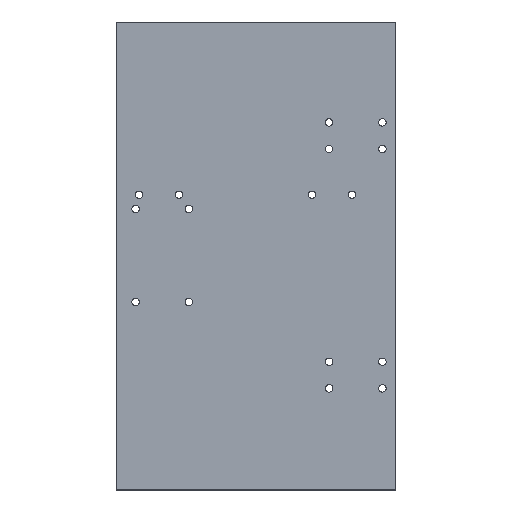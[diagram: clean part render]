
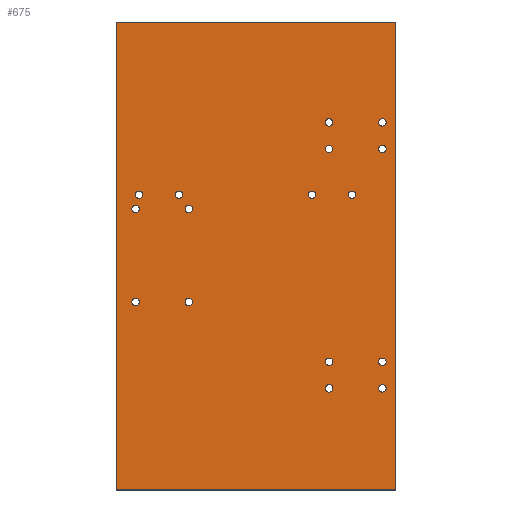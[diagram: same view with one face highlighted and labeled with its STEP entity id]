
A CAD part, top view. The second image highlights one B-rep face of the part: STEP entity #675.
In plain terms, the highlighted planar face has unit normal (0, 0, 1).
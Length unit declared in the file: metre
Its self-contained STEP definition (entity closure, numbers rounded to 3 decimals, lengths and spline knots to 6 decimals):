
#24=LINE('',#1152,#36);
#25=LINE('',#1155,#37);
#26=LINE('',#1157,#38);
#27=LINE('',#1159,#39);
#36=VECTOR('',#957,1.);
#37=VECTOR('',#958,1.);
#38=VECTOR('',#959,1.);
#39=VECTOR('',#960,1.);
#45=PLANE('',#774);
#136=ORIENTED_EDGE('',*,*,#225,.T.);
#137=ORIENTED_EDGE('',*,*,#204,.T.);
#138=ORIENTED_EDGE('',*,*,#228,.T.);
#139=ORIENTED_EDGE('',*,*,#237,.T.);
#140=ORIENTED_EDGE('',*,*,#213,.T.);
#141=ORIENTED_EDGE('',*,*,#216,.T.);
#142=ORIENTED_EDGE('',*,*,#222,.T.);
#143=ORIENTED_EDGE('',*,*,#207,.T.);
#144=ORIENTED_EDGE('',*,*,#231,.T.);
#145=ORIENTED_EDGE('',*,*,#234,.T.);
#146=ORIENTED_EDGE('',*,*,#210,.T.);
#147=ORIENTED_EDGE('',*,*,#219,.T.);
#148=ORIENTED_EDGE('',*,*,#248,.F.);
#149=ORIENTED_EDGE('',*,*,#249,.F.);
#150=ORIENTED_EDGE('',*,*,#250,.F.);
#151=ORIENTED_EDGE('',*,*,#251,.F.);
#152=ORIENTED_EDGE('',*,*,#252,.T.);
#153=ORIENTED_EDGE('',*,*,#253,.T.);
#154=ORIENTED_EDGE('',*,*,#254,.F.);
#155=ORIENTED_EDGE('',*,*,#255,.T.);
#204=EDGE_CURVE('',#272,#272,#336,.T.);
#207=EDGE_CURVE('',#275,#275,#339,.T.);
#210=EDGE_CURVE('',#278,#278,#342,.T.);
#213=EDGE_CURVE('',#281,#281,#345,.T.);
#216=EDGE_CURVE('',#284,#284,#348,.T.);
#219=EDGE_CURVE('',#287,#287,#351,.T.);
#222=EDGE_CURVE('',#290,#290,#354,.T.);
#225=EDGE_CURVE('',#293,#293,#357,.T.);
#228=EDGE_CURVE('',#296,#296,#360,.T.);
#231=EDGE_CURVE('',#299,#299,#363,.T.);
#234=EDGE_CURVE('',#302,#302,#366,.T.);
#237=EDGE_CURVE('',#305,#305,#369,.T.);
#248=EDGE_CURVE('',#316,#316,#376,.T.);
#249=EDGE_CURVE('',#317,#317,#377,.T.);
#250=EDGE_CURVE('',#318,#318,#378,.T.);
#251=EDGE_CURVE('',#319,#319,#379,.T.);
#252=EDGE_CURVE('',#320,#321,#24,.T.);
#253=EDGE_CURVE('',#321,#322,#25,.T.);
#254=EDGE_CURVE('',#323,#322,#26,.T.);
#255=EDGE_CURVE('',#323,#320,#27,.T.);
#272=VERTEX_POINT('',#1032);
#275=VERTEX_POINT('',#1040);
#278=VERTEX_POINT('',#1048);
#281=VERTEX_POINT('',#1056);
#284=VERTEX_POINT('',#1064);
#287=VERTEX_POINT('',#1072);
#290=VERTEX_POINT('',#1080);
#293=VERTEX_POINT('',#1088);
#296=VERTEX_POINT('',#1096);
#299=VERTEX_POINT('',#1104);
#302=VERTEX_POINT('',#1112);
#305=VERTEX_POINT('',#1120);
#316=VERTEX_POINT('',#1145);
#317=VERTEX_POINT('',#1147);
#318=VERTEX_POINT('',#1149);
#319=VERTEX_POINT('',#1151);
#320=VERTEX_POINT('',#1153);
#321=VERTEX_POINT('',#1154);
#322=VERTEX_POINT('',#1156);
#323=VERTEX_POINT('',#1158);
#336=CIRCLE('',#710,0.0014);
#339=CIRCLE('',#715,0.0014);
#342=CIRCLE('',#720,0.0014);
#345=CIRCLE('',#725,0.0014);
#348=CIRCLE('',#730,0.0014);
#351=CIRCLE('',#735,0.0014);
#354=CIRCLE('',#740,0.0014);
#357=CIRCLE('',#745,0.0014);
#360=CIRCLE('',#750,0.0014);
#363=CIRCLE('',#755,0.0014);
#366=CIRCLE('',#760,0.0014);
#369=CIRCLE('',#765,0.0014);
#376=CIRCLE('',#775,0.0014);
#377=CIRCLE('',#776,0.0014);
#378=CIRCLE('',#777,0.0014);
#379=CIRCLE('',#778,0.0014);
#457=EDGE_LOOP('',(#136));
#458=EDGE_LOOP('',(#137));
#459=EDGE_LOOP('',(#138));
#460=EDGE_LOOP('',(#139));
#461=EDGE_LOOP('',(#140));
#462=EDGE_LOOP('',(#141));
#463=EDGE_LOOP('',(#142));
#464=EDGE_LOOP('',(#143));
#465=EDGE_LOOP('',(#144));
#466=EDGE_LOOP('',(#145));
#467=EDGE_LOOP('',(#146));
#468=EDGE_LOOP('',(#147));
#469=EDGE_LOOP('',(#148));
#470=EDGE_LOOP('',(#149));
#471=EDGE_LOOP('',(#150));
#472=EDGE_LOOP('',(#151));
#473=EDGE_LOOP('',(#152,#153,#154,#155));
#575=FACE_BOUND('',#457,.T.);
#576=FACE_BOUND('',#458,.T.);
#577=FACE_BOUND('',#459,.T.);
#578=FACE_BOUND('',#460,.T.);
#579=FACE_BOUND('',#461,.T.);
#580=FACE_BOUND('',#462,.T.);
#581=FACE_BOUND('',#463,.T.);
#582=FACE_BOUND('',#464,.T.);
#583=FACE_BOUND('',#465,.T.);
#584=FACE_BOUND('',#466,.T.);
#585=FACE_BOUND('',#467,.T.);
#586=FACE_BOUND('',#468,.T.);
#587=FACE_BOUND('',#469,.T.);
#588=FACE_BOUND('',#470,.T.);
#589=FACE_BOUND('',#471,.T.);
#590=FACE_BOUND('',#472,.T.);
#591=FACE_BOUND('',#473,.T.);
#675=ADVANCED_FACE('',(#575,#576,#577,#578,#579,#580,#581,#582,#583,#584,
#585,#586,#587,#588,#589,#590,#591),#45,.F.);
#710=AXIS2_PLACEMENT_3D('',#1031,#815,#816);
#715=AXIS2_PLACEMENT_3D('',#1039,#825,#826);
#720=AXIS2_PLACEMENT_3D('',#1047,#835,#836);
#725=AXIS2_PLACEMENT_3D('',#1055,#845,#846);
#730=AXIS2_PLACEMENT_3D('',#1063,#855,#856);
#735=AXIS2_PLACEMENT_3D('',#1071,#865,#866);
#740=AXIS2_PLACEMENT_3D('',#1079,#875,#876);
#745=AXIS2_PLACEMENT_3D('',#1087,#885,#886);
#750=AXIS2_PLACEMENT_3D('',#1095,#895,#896);
#755=AXIS2_PLACEMENT_3D('',#1103,#905,#906);
#760=AXIS2_PLACEMENT_3D('',#1111,#915,#916);
#765=AXIS2_PLACEMENT_3D('',#1119,#925,#926);
#774=AXIS2_PLACEMENT_3D('',#1143,#947,#948);
#775=AXIS2_PLACEMENT_3D('',#1144,#949,#950);
#776=AXIS2_PLACEMENT_3D('',#1146,#951,#952);
#777=AXIS2_PLACEMENT_3D('',#1148,#953,#954);
#778=AXIS2_PLACEMENT_3D('',#1150,#955,#956);
#815=DIRECTION('',(0.,0.,-1.));
#816=DIRECTION('',(1.,0.,0.));
#825=DIRECTION('',(0.,0.,-1.));
#826=DIRECTION('',(1.,0.,0.));
#835=DIRECTION('',(0.,0.,-1.));
#836=DIRECTION('',(1.,0.,0.));
#845=DIRECTION('',(0.,0.,-1.));
#846=DIRECTION('',(1.,0.,0.));
#855=DIRECTION('',(0.,0.,-1.));
#856=DIRECTION('',(1.,0.,0.));
#865=DIRECTION('',(0.,0.,-1.));
#866=DIRECTION('',(1.,0.,0.));
#875=DIRECTION('',(0.,0.,-1.));
#876=DIRECTION('',(1.,0.,0.));
#885=DIRECTION('',(0.,0.,-1.));
#886=DIRECTION('',(1.,0.,0.));
#895=DIRECTION('',(0.,0.,-1.));
#896=DIRECTION('',(1.,0.,0.));
#905=DIRECTION('',(0.,0.,-1.));
#906=DIRECTION('',(1.,0.,0.));
#915=DIRECTION('',(0.,0.,-1.));
#916=DIRECTION('',(1.,0.,0.));
#925=DIRECTION('',(0.,0.,-1.));
#926=DIRECTION('',(1.,0.,0.));
#947=DIRECTION('',(0.,0.,-1.));
#948=DIRECTION('',(1.,0.,0.));
#949=DIRECTION('',(0.,0.,1.));
#950=DIRECTION('',(1.,0.,0.));
#951=DIRECTION('',(0.,0.,1.));
#952=DIRECTION('',(1.,0.,0.));
#953=DIRECTION('',(0.,0.,1.));
#954=DIRECTION('',(1.,0.,0.));
#955=DIRECTION('',(0.,0.,1.));
#956=DIRECTION('',(1.,0.,0.));
#957=DIRECTION('',(0.,1.,0.));
#958=DIRECTION('',(-1.,0.,0.));
#959=DIRECTION('',(0.,1.,0.));
#960=DIRECTION('',(1.,0.,0.));
#1031=CARTESIAN_POINT('',(-0.03,-0.055,-0.180584));
#1032=CARTESIAN_POINT('',(-0.0286,-0.055,-0.180584));
#1039=CARTESIAN_POINT('',(-0.03,-0.065,-0.180584));
#1040=CARTESIAN_POINT('',(-0.0286,-0.065,-0.180584));
#1047=CARTESIAN_POINT('',(-0.05,-0.065,-0.180584));
#1048=CARTESIAN_POINT('',(-0.0486,-0.065,-0.180584));
#1055=CARTESIAN_POINT('',(-0.05,-0.055,-0.180584));
#1056=CARTESIAN_POINT('',(-0.0486,-0.055,-0.180584));
#1063=CARTESIAN_POINT('',(-0.102766,-0.0325,-0.180584));
#1064=CARTESIAN_POINT('',(-0.101366,-0.0325,-0.180584));
#1071=CARTESIAN_POINT('',(-0.122766,-0.0325,-0.180584));
#1072=CARTESIAN_POINT('',(-0.121366,-0.0325,-0.180584));
#1079=CARTESIAN_POINT('',(-0.122766,0.0025,-0.180584));
#1080=CARTESIAN_POINT('',(-0.121366,0.0025,-0.180584));
#1087=CARTESIAN_POINT('',(-0.102766,0.0025,-0.180584));
#1088=CARTESIAN_POINT('',(-0.101366,0.0025,-0.180584));
#1095=CARTESIAN_POINT('',(-0.050032,0.035,-0.180584));
#1096=CARTESIAN_POINT('',(-0.048632,0.035,-0.180584));
#1103=CARTESIAN_POINT('',(-0.050032,0.024974,-0.180584));
#1104=CARTESIAN_POINT('',(-0.048632,0.024974,-0.180584));
#1111=CARTESIAN_POINT('',(-0.03,0.024974,-0.180584));
#1112=CARTESIAN_POINT('',(-0.0286,0.024974,-0.180584));
#1119=CARTESIAN_POINT('',(-0.03,0.035,-0.180584));
#1120=CARTESIAN_POINT('',(-0.0286,0.035,-0.180584));
#1143=CARTESIAN_POINT('',(-0.075,-0.015,-0.180584));
#1144=CARTESIAN_POINT('',(-0.041448,0.007798,-0.180584));
#1145=CARTESIAN_POINT('',(-0.040048,0.007798,-0.180584));
#1146=CARTESIAN_POINT('',(-0.121448,0.007798,-0.180584));
#1147=CARTESIAN_POINT('',(-0.120048,0.007798,-0.180584));
#1148=CARTESIAN_POINT('',(-0.056448,0.007798,-0.180584));
#1149=CARTESIAN_POINT('',(-0.055048,0.007798,-0.180584));
#1150=CARTESIAN_POINT('',(-0.106448,0.007798,-0.180584));
#1151=CARTESIAN_POINT('',(-0.105048,0.007798,-0.180584));
#1152=CARTESIAN_POINT('',(-0.025016,0.0125,-0.180584));
#1153=CARTESIAN_POINT('',(-0.025016,-0.103202,-0.180584));
#1154=CARTESIAN_POINT('',(-0.025016,0.072763,-0.180584));
#1155=CARTESIAN_POINT('',(-0.1025,0.072763,-0.180584));
#1156=CARTESIAN_POINT('',(-0.13,0.072763,-0.180584));
#1157=CARTESIAN_POINT('',(-0.13,-0.07,-0.180584));
#1158=CARTESIAN_POINT('',(-0.13,-0.103202,-0.180584));
#1159=CARTESIAN_POINT('',(-0.0475,-0.103202,-0.180584));
